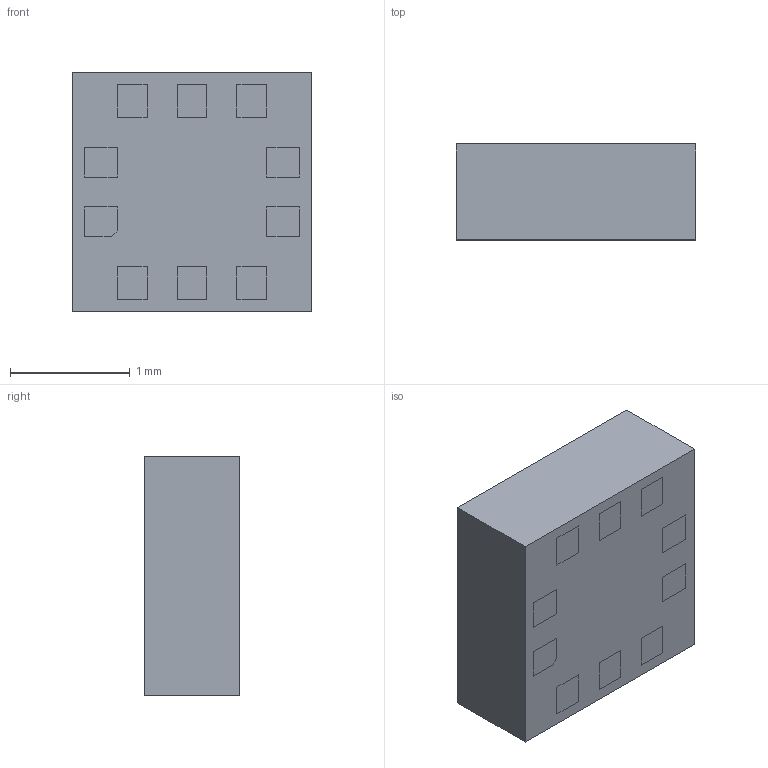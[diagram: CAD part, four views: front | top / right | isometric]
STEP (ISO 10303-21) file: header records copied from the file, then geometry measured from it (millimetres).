
FILE_DESCRIPTION (( 'STEP AP214' ), '1' );
FILE_NAME ('LPS22HBTR.STEP', '2025-02-27T14:16:34', ( '' ), ( '' ), 'SwSTEP 2.0', 'SolidWorks 2024', '' );
FILE_SCHEMA (( 'AUTOMOTIVE_DESIGN' ));
Length unit declared in the file: millimetre
Products named in the file (14): LPS22HB_1; LPS22HB_4; LPS22HB; LPS22HB_11; LPS22HB_9; LPS22HB_2; LPS22HB_6; LPS22HB_12; LPS22HBTR; LPS22HB_5; LPS22HB_8; LPS22HB_10; LPS22HB_7; LPS22HB_3
Assembly tree (13 placements, depth 2):
  LPS22HBTR
    LPS22HB_2
    LPS22HB_8
    LPS22HB_12
    LPS22HB_3
    LPS22HB_5
    LPS22HB
    LPS22HB_11
    LPS22HB_1
    LPS22HB_7
    LPS22HB_10
    LPS22HB_4
    LPS22HB_6
    LPS22HB_9
Bounding box: 2 x 0.8 x 2 mm (x, y, z)
Volume: 3.2 mm3; surface area: 21.4 mm2
Topology: 13 solids, 13 shells, 136 faces, 294 edges, 196 vertices
Faces by surface type: plane 132, cylinder 4
Entity records: 4077 total; most frequent: CARTESIAN_POINT 642, DIRECTION 606, ORIENTED_EDGE 588, EDGE_CURVE 294, VECTOR 286, LINE 286, VERTEX_POINT 196, AXIS2_PLACEMENT_3D 160
